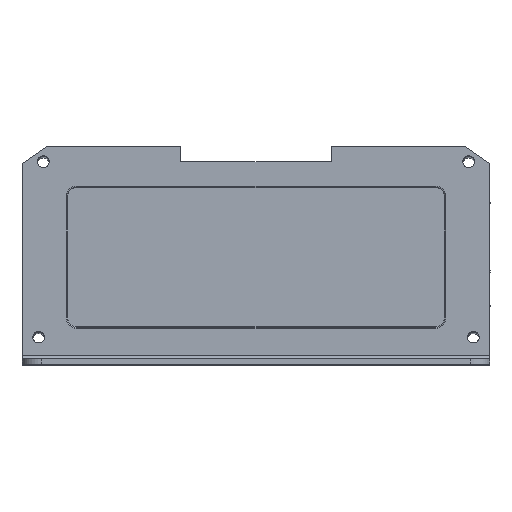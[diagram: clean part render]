
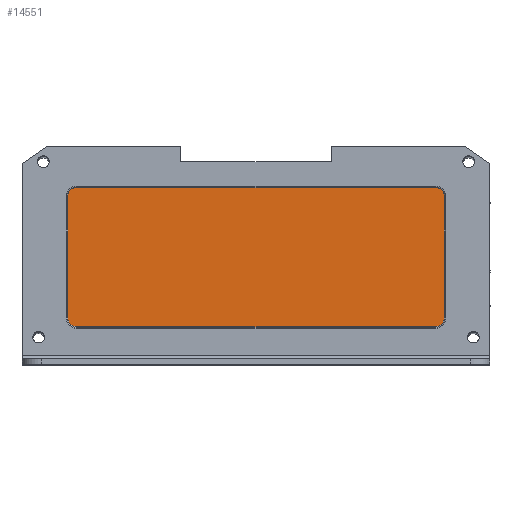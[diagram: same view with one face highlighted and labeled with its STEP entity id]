
A CAD part, top view. The second image highlights one B-rep face of the part: STEP entity #14551.
In plain terms, the highlighted face is planar.
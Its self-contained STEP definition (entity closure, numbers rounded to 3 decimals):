
#370 = CIRCLE ( 'NONE', #53284, 2.3 ) ;
#749 = DIRECTION ( 'NONE',  ( 0., 0., -1. ) ) ;
#806 = CARTESIAN_POINT ( 'NONE',  ( -48.3, -9., -1. ) ) ;
#1138 = EDGE_CURVE ( 'NONE', #46955, #11361, #20080, .T. ) ;
#1732 = DIRECTION ( 'NONE',  ( 1., 0., 0. ) ) ;
#1755 = ORIENTED_EDGE ( 'NONE', *, *, #7854, .T. ) ;
#3037 = VERTEX_POINT ( 'NONE', #35745 ) ;
#3640 = VERTEX_POINT ( 'NONE', #31759 ) ;
#3703 = VERTEX_POINT ( 'NONE', #12455 ) ;
#5574 = CARTESIAN_POINT ( 'NONE',  ( -46., -9., -1. ) ) ;
#5856 = VECTOR ( 'NONE', #68326, 1000. ) ;
#6958 = DIRECTION ( 'NONE',  ( -1., 0., 0. ) ) ;
#7004 = CARTESIAN_POINT ( 'NONE',  ( 48.3, -40., -1. ) ) ;
#7854 = EDGE_CURVE ( 'NONE', #25929, #3640, #23436, .T. ) ;
#9388 = VECTOR ( 'NONE', #1732, 1000. ) ;
#10454 = DIRECTION ( 'NONE',  ( 0., 1., 0. ) ) ;
#11075 = VERTEX_POINT ( 'NONE', #53736 ) ;
#11361 = VERTEX_POINT ( 'NONE', #806 ) ;
#12337 = EDGE_CURVE ( 'NONE', #44458, #3703, #370, .T. ) ;
#12455 = CARTESIAN_POINT ( 'NONE',  ( 46., -42.3, -1. ) ) ;
#13777 = CARTESIAN_POINT ( 'NONE',  ( -46., -6.7, -1. ) ) ;
#14443 = CARTESIAN_POINT ( 'NONE',  ( 46., -42.3, -1. ) ) ;
#14551 = ADVANCED_FACE ( 'NONE', ( #43566 ), #58773, .T. ) ;
#14763 = EDGE_CURVE ( 'NONE', #3037, #46955, #35658, .T. ) ;
#15265 = DIRECTION ( 'NONE',  ( 0., 0., -1. ) ) ;
#16335 = DIRECTION ( 'NONE',  ( -1., 0., 0. ) ) ;
#17032 = CARTESIAN_POINT ( 'NONE',  ( 46., -9., -1. ) ) ;
#17796 = CARTESIAN_POINT ( 'NONE',  ( -46., -40., -1. ) ) ;
#20080 = LINE ( 'NONE', #36667, #39238 ) ;
#20728 = DIRECTION ( 'NONE',  ( -1., 0., 0. ) ) ;
#22293 = ORIENTED_EDGE ( 'NONE', *, *, #12337, .T. ) ;
#23332 = DIRECTION ( 'NONE',  ( -1., 0., 0. ) ) ;
#23436 = LINE ( 'NONE', #27603, #9388 ) ;
#25929 = VERTEX_POINT ( 'NONE', #13777 ) ;
#27376 = DIRECTION ( 'NONE',  ( 0., -1., 0. ) ) ;
#27603 = CARTESIAN_POINT ( 'NONE',  ( 46., -6.7, -1. ) ) ;
#28704 = LINE ( 'NONE', #7004, #61907 ) ;
#29964 = CARTESIAN_POINT ( 'NONE',  ( -48.3, -40., -1. ) ) ;
#31712 = EDGE_CURVE ( 'NONE', #11075, #44458, #28704, .T. ) ;
#31759 = CARTESIAN_POINT ( 'NONE',  ( 46., -6.7, -1. ) ) ;
#32420 = EDGE_CURVE ( 'NONE', #3640, #11075, #65557, .T. ) ;
#34395 = EDGE_CURVE ( 'NONE', #11361, #25929, #44889, .T. ) ;
#34875 = ORIENTED_EDGE ( 'NONE', *, *, #34395, .T. ) ;
#35431 = ORIENTED_EDGE ( 'NONE', *, *, #58070, .T. ) ;
#35658 = CIRCLE ( 'NONE', #36767, 2.3 ) ;
#35745 = CARTESIAN_POINT ( 'NONE',  ( -46., -42.3, -1. ) ) ;
#36667 = CARTESIAN_POINT ( 'NONE',  ( -48.3, -40., -1. ) ) ;
#36767 = AXIS2_PLACEMENT_3D ( 'NONE', #17796, #38886, #23332 ) ;
#37733 = CARTESIAN_POINT ( 'NONE',  ( 46., -40., -1. ) ) ;
#38886 = DIRECTION ( 'NONE',  ( 0., 0., -1. ) ) ;
#39238 = VECTOR ( 'NONE', #10454, 1000. ) ;
#43566 = FACE_OUTER_BOUND ( 'NONE', #51715, .T. ) ;
#44458 = VERTEX_POINT ( 'NONE', #47164 ) ;
#44889 = CIRCLE ( 'NONE', #49277, 2.3 ) ;
#46405 = ORIENTED_EDGE ( 'NONE', *, *, #32420, .T. ) ;
#46788 = ORIENTED_EDGE ( 'NONE', *, *, #31712, .T. ) ;
#46955 = VERTEX_POINT ( 'NONE', #29964 ) ;
#47164 = CARTESIAN_POINT ( 'NONE',  ( 48.3, -40., -1. ) ) ;
#48831 = AXIS2_PLACEMENT_3D ( 'NONE', #59127, #749, #6958 ) ;
#49124 = DIRECTION ( 'NONE',  ( 0., 0., -1. ) ) ;
#49277 = AXIS2_PLACEMENT_3D ( 'NONE', #5574, #15265, #20728 ) ;
#51715 = EDGE_LOOP ( 'NONE', ( #64893, #34875, #1755, #46405, #46788, #22293, #35431, #57020 ) ) ;
#52382 = LINE ( 'NONE', #14443, #5856 ) ;
#53284 = AXIS2_PLACEMENT_3D ( 'NONE', #37733, #60240, #53995 ) ;
#53736 = CARTESIAN_POINT ( 'NONE',  ( 48.3, -9., -1. ) ) ;
#53995 = DIRECTION ( 'NONE',  ( -1., 0., 0. ) ) ;
#56700 = AXIS2_PLACEMENT_3D ( 'NONE', #17032, #49124, #16335 ) ;
#57020 = ORIENTED_EDGE ( 'NONE', *, *, #14763, .T. ) ;
#58070 = EDGE_CURVE ( 'NONE', #3703, #3037, #52382, .T. ) ;
#58773 = PLANE ( 'NONE',  #48831 ) ;
#59127 = CARTESIAN_POINT ( 'NONE',  ( 46., -40., -1. ) ) ;
#60240 = DIRECTION ( 'NONE',  ( 0., 0., -1. ) ) ;
#61907 = VECTOR ( 'NONE', #27376, 1000. ) ;
#64893 = ORIENTED_EDGE ( 'NONE', *, *, #1138, .T. ) ;
#65557 = CIRCLE ( 'NONE', #56700, 2.3 ) ;
#68326 = DIRECTION ( 'NONE',  ( -1., 0., 0. ) ) ;
